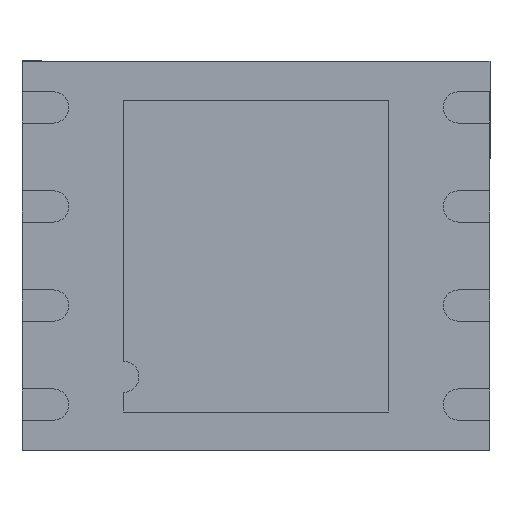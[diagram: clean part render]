
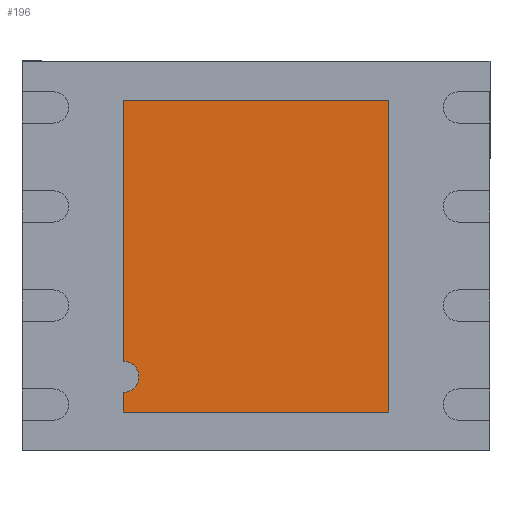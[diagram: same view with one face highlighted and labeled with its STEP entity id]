
A CAD part, front view. The second image highlights one B-rep face of the part: STEP entity #196.
In plain terms, the highlighted planar face has unit normal (0, -1, 0).
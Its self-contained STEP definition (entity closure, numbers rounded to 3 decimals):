
#5 = AXIS2_PLACEMENT_3D ( 'NONE', #58, #2278, #726 ) ;
#54 = VECTOR ( 'NONE', #1027, 1000. ) ;
#58 = CARTESIAN_POINT ( 'NONE',  ( -1.7, 0., -1.55 ) ) ;
#60 = VERTEX_POINT ( 'NONE', #1913 ) ;
#89 = CARTESIAN_POINT ( 'NONE',  ( 1.7, 0., -2. ) ) ;
#108 = ORIENTED_EDGE ( 'NONE', *, *, #2687, .T. ) ;
#125 = ORIENTED_EDGE ( 'NONE', *, *, #567, .T. ) ;
#154 = ORIENTED_EDGE ( 'NONE', *, *, #2132, .T. ) ;
#196 = ADVANCED_FACE ( 'NONE', ( #2904 ), #2536, .T. ) ;
#310 = CARTESIAN_POINT ( 'NONE',  ( -1.7, 0., -2. ) ) ;
#313 = DIRECTION ( 'NONE',  ( 0., 1., 0. ) ) ;
#350 = EDGE_CURVE ( 'NONE', #715, #3230, #478, .T. ) ;
#369 = EDGE_LOOP ( 'NONE', ( #108, #2486, #154, #371, #125, #1196 ) ) ;
#371 = ORIENTED_EDGE ( 'NONE', *, *, #491, .T. ) ;
#431 = LINE ( 'NONE', #826, #2684 ) ;
#478 = LINE ( 'NONE', #513, #54 ) ;
#491 = EDGE_CURVE ( 'NONE', #2674, #2651, #2937, .T. ) ;
#512 = LINE ( 'NONE', #1143, #2938 ) ;
#513 = CARTESIAN_POINT ( 'NONE',  ( -1.7, 0., 2. ) ) ;
#521 = DIRECTION ( 'NONE',  ( 0., 0., -1. ) ) ;
#567 = EDGE_CURVE ( 'NONE', #2651, #2824, #431, .T. ) ;
#591 = DIRECTION ( 'NONE',  ( 1., 0., 0. ) ) ;
#639 = DIRECTION ( 'NONE',  ( 0., 0., 1. ) ) ;
#715 = VERTEX_POINT ( 'NONE', #866 ) ;
#726 = DIRECTION ( 'NONE',  ( 0., 0., -1. ) ) ;
#826 = CARTESIAN_POINT ( 'NONE',  ( 1.7, 0., -2. ) ) ;
#830 = DIRECTION ( 'NONE',  ( -1., 0., 0. ) ) ;
#866 = CARTESIAN_POINT ( 'NONE',  ( -1.7, 0., 2. ) ) ;
#1027 = DIRECTION ( 'NONE',  ( 0., 0., -1. ) ) ;
#1143 = CARTESIAN_POINT ( 'NONE',  ( 1.7, 0., 2. ) ) ;
#1196 = ORIENTED_EDGE ( 'NONE', *, *, #1812, .T. ) ;
#1252 = DIRECTION ( 'NONE',  ( 0., 0., -1. ) ) ;
#1257 = CARTESIAN_POINT ( 'NONE',  ( -1.7, 0., -1.75 ) ) ;
#1363 = VECTOR ( 'NONE', #1252, 1000. ) ;
#1384 = VECTOR ( 'NONE', #830, 1000. ) ;
#1473 = AXIS2_PLACEMENT_3D ( 'NONE', #1801, #313, #521 ) ;
#1801 = CARTESIAN_POINT ( 'NONE',  ( -1.7, 0., -1.55 ) ) ;
#1812 = EDGE_CURVE ( 'NONE', #2824, #60, #512, .T. ) ;
#1913 = CARTESIAN_POINT ( 'NONE',  ( 1.7, 0., 2. ) ) ;
#2132 = EDGE_CURVE ( 'NONE', #3230, #2674, #2337, .T. ) ;
#2278 = DIRECTION ( 'NONE',  ( 0., -1., 0. ) ) ;
#2323 = CARTESIAN_POINT ( 'NONE',  ( -1.7, 0., -1.75 ) ) ;
#2337 = CIRCLE ( 'NONE', #1473, 0.2 ) ;
#2486 = ORIENTED_EDGE ( 'NONE', *, *, #350, .T. ) ;
#2511 = LINE ( 'NONE', #2589, #1384 ) ;
#2536 = PLANE ( 'NONE',  #5 ) ;
#2589 = CARTESIAN_POINT ( 'NONE',  ( 1.7, 0., 2. ) ) ;
#2651 = VERTEX_POINT ( 'NONE', #310 ) ;
#2674 = VERTEX_POINT ( 'NONE', #1257 ) ;
#2684 = VECTOR ( 'NONE', #591, 1000. ) ;
#2687 = EDGE_CURVE ( 'NONE', #60, #715, #2511, .T. ) ;
#2824 = VERTEX_POINT ( 'NONE', #89 ) ;
#2904 = FACE_OUTER_BOUND ( 'NONE', #369, .T. ) ;
#2924 = CARTESIAN_POINT ( 'NONE',  ( -1.7, 0., -1.35 ) ) ;
#2937 = LINE ( 'NONE', #2323, #1363 ) ;
#2938 = VECTOR ( 'NONE', #639, 1000. ) ;
#3230 = VERTEX_POINT ( 'NONE', #2924 ) ;
